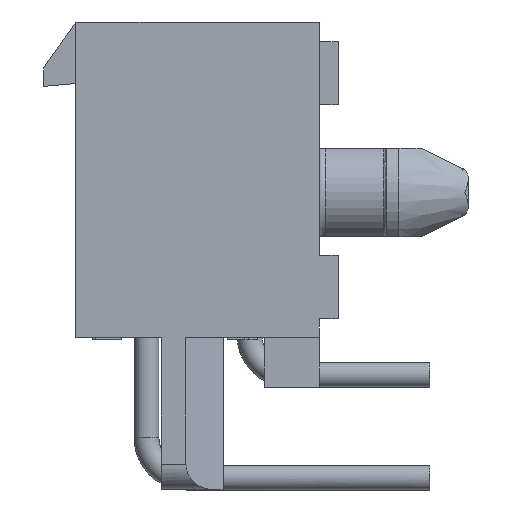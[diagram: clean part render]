
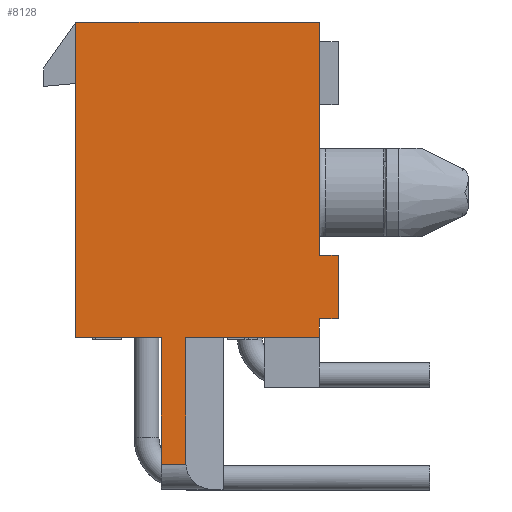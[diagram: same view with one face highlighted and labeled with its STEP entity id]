
A CAD part, left-side view. The second image highlights one B-rep face of the part: STEP entity #8128.
In plain terms, the highlighted planar face has unit normal (-1, 0, 0).
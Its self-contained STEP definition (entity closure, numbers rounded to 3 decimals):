
#146=DIRECTION('',(0.,-1.,0.));
#147=VECTOR('',#146,9.804);
#148=CARTESIAN_POINT('',(-15.278,4.902,0.));
#149=LINE('',#148,#147);
#462=DIRECTION('',(0.,-1.,0.));
#463=VECTOR('',#462,0.991);
#464=CARTESIAN_POINT('',(-15.278,1.461,-17.805));
#465=LINE('',#464,#463);
#466=DIRECTION('',(0.,0.,1.));
#467=VECTOR('',#466,5.105);
#468=CARTESIAN_POINT('',(-15.278,1.461,-17.805));
#469=LINE('',#468,#467);
#470=DIRECTION('',(0.,0.,-1.));
#471=VECTOR('',#470,12.7);
#472=CARTESIAN_POINT('',(-15.278,4.902,0.));
#473=LINE('',#472,#471);
#474=DIRECTION('',(0.,0.,-1.));
#475=VECTOR('',#474,9.398);
#476=CARTESIAN_POINT('',(-15.278,-4.902,0.));
#477=LINE('',#476,#475);
#478=DIRECTION('',(0.,-1.,0.));
#479=VECTOR('',#478,0.762);
#480=CARTESIAN_POINT('',(-15.278,-4.902,-9.398));
#481=LINE('',#480,#479);
#482=DIRECTION('',(0.,0.,-1.));
#483=VECTOR('',#482,0.762);
#484=CARTESIAN_POINT('',(-15.278,-4.902,-11.938));
#485=LINE('',#484,#483);
#486=DIRECTION('',(0.,0.,1.));
#487=VECTOR('',#486,5.105);
#488=CARTESIAN_POINT('',(-15.278,0.47,-17.805));
#489=LINE('',#488,#487);
#885=DIRECTION('',(0.,-1.,0.));
#886=VECTOR('',#885,3.442);
#887=CARTESIAN_POINT('',(-15.278,4.902,-12.7));
#888=LINE('',#887,#886);
#905=DIRECTION('',(0.,-1.,0.));
#906=VECTOR('',#905,5.372);
#907=CARTESIAN_POINT('',(-15.278,0.47,-12.7));
#908=LINE('',#907,#906);
#2076=DIRECTION('',(0.,-1.,0.));
#2077=VECTOR('',#2076,0.762);
#2078=CARTESIAN_POINT('',(-15.278,-4.902,-11.938));
#2079=LINE('',#2078,#2077);
#2084=DIRECTION('',(0.,0.,-1.));
#2085=VECTOR('',#2084,2.54);
#2086=CARTESIAN_POINT('',(-15.278,-5.664,-9.398));
#2087=LINE('',#2086,#2085);
#6380=CARTESIAN_POINT('',(-15.278,4.902,0.));
#6381=CARTESIAN_POINT('',(-15.278,-4.902,0.));
#6382=VERTEX_POINT('',#6380);
#6383=VERTEX_POINT('',#6381);
#6389=CARTESIAN_POINT('',(-15.278,4.902,-12.7));
#6391=VERTEX_POINT('',#6389);
#6392=CARTESIAN_POINT('',(-15.278,1.461,-12.7));
#6394=VERTEX_POINT('',#6392);
#6396=CARTESIAN_POINT('',(-15.278,-4.902,-12.7));
#6398=VERTEX_POINT('',#6396);
#6420=CARTESIAN_POINT('',(-15.278,0.47,-12.7));
#6421=VERTEX_POINT('',#6420);
#6550=CARTESIAN_POINT('',(-15.278,-5.664,-11.938));
#6552=VERTEX_POINT('',#6550);
#6556=CARTESIAN_POINT('',(-15.278,-5.664,-9.398));
#6557=VERTEX_POINT('',#6556);
#6582=CARTESIAN_POINT('',(-15.278,-4.902,-11.938));
#6584=VERTEX_POINT('',#6582);
#6588=CARTESIAN_POINT('',(-15.278,-4.902,-9.398));
#6589=VERTEX_POINT('',#6588);
#6694=CARTESIAN_POINT('',(-15.278,1.461,-17.805));
#6695=VERTEX_POINT('',#6694);
#6696=CARTESIAN_POINT('',(-15.278,0.47,-17.805));
#6697=VERTEX_POINT('',#6696);
#8099=CARTESIAN_POINT('',(-15.278,4.902,0.));
#8100=DIRECTION('',(-1.,0.,0.));
#8101=DIRECTION('',(0.,-1.,0.));
#8102=AXIS2_PLACEMENT_3D('',#8099,#8100,#8101);
#8103=PLANE('',#8102);
#8105=ORIENTED_EDGE('',*,*,#8104,.F.);
#8107=ORIENTED_EDGE('',*,*,#8106,.T.);
#8109=ORIENTED_EDGE('',*,*,#8108,.F.);
#8110=ORIENTED_EDGE('',*,*,#8021,.F.);
#8111=ORIENTED_EDGE('',*,*,#7844,.T.);
#8113=ORIENTED_EDGE('',*,*,#8112,.T.);
#8115=ORIENTED_EDGE('',*,*,#8114,.T.);
#8117=ORIENTED_EDGE('',*,*,#8116,.T.);
#8119=ORIENTED_EDGE('',*,*,#8118,.F.);
#8121=ORIENTED_EDGE('',*,*,#8120,.T.);
#8123=ORIENTED_EDGE('',*,*,#8122,.F.);
#8125=ORIENTED_EDGE('',*,*,#8124,.F.);
#8126=EDGE_LOOP('',(#8105,#8107,#8109,#8110,#8111,#8113,#8115,#8117,#8119,#8121,
#8123,#8125));
#8127=FACE_OUTER_BOUND('',#8126,.F.);
#7844=EDGE_CURVE('',#6382,#6383,#149,.T.);
#8021=EDGE_CURVE('',#6382,#6391,#473,.T.);
#8104=EDGE_CURVE('',#6695,#6697,#465,.T.);
#8106=EDGE_CURVE('',#6695,#6394,#469,.T.);
#8108=EDGE_CURVE('',#6391,#6394,#888,.T.);
#8112=EDGE_CURVE('',#6383,#6589,#477,.T.);
#8114=EDGE_CURVE('',#6589,#6557,#481,.T.);
#8116=EDGE_CURVE('',#6557,#6552,#2087,.T.);
#8118=EDGE_CURVE('',#6584,#6552,#2079,.T.);
#8120=EDGE_CURVE('',#6584,#6398,#485,.T.);
#8122=EDGE_CURVE('',#6421,#6398,#908,.T.);
#8124=EDGE_CURVE('',#6697,#6421,#489,.T.);
#8128=ADVANCED_FACE('',(#8127),#8103,.T.);
